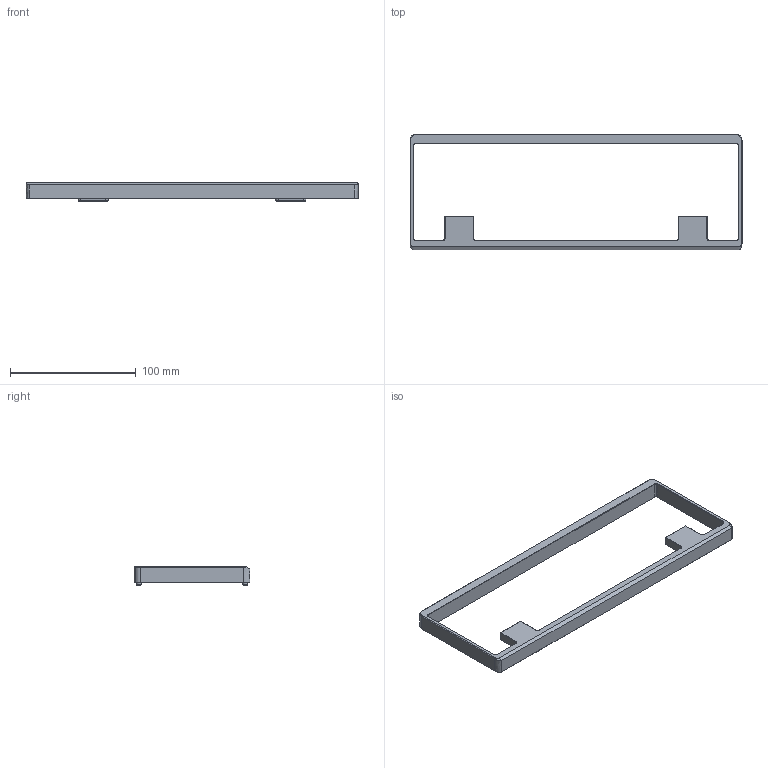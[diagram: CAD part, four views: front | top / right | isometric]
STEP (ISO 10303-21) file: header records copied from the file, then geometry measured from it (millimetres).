
FILE_DESCRIPTION (( 'STEP AP203' ), '1' );
FILE_NAME ('Top - WKL.STEP', '2023-05-18T14:07:26', ( '' ), ( '' ), 'SwSTEP 2.0', 'SolidWorks 2021', '' );
FILE_SCHEMA (( 'CONFIG_CONTROL_DESIGN' ));
Length unit declared in the file: millimetre
Products named in the file (1): Top - WKL
Bounding box: 264.12 x 92.15 x 14.68 mm (x, y, z)
Volume: 62081.8 mm3; surface area: 28925.6 mm2
Topology: 1 solids, 1 shells, 178 faces, 426 edges, 238 vertices
Faces by surface type: cone 58, plane 58, cylinder 56, bspline 6
Entity records: 5097 total; most frequent: CARTESIAN_POINT 1019, DIRECTION 870, ORIENTED_EDGE 788, EDGE_CURVE 394, AXIS2_PLACEMENT_3D 311, VECTOR 248, LINE 248, VERTEX_POINT 238
